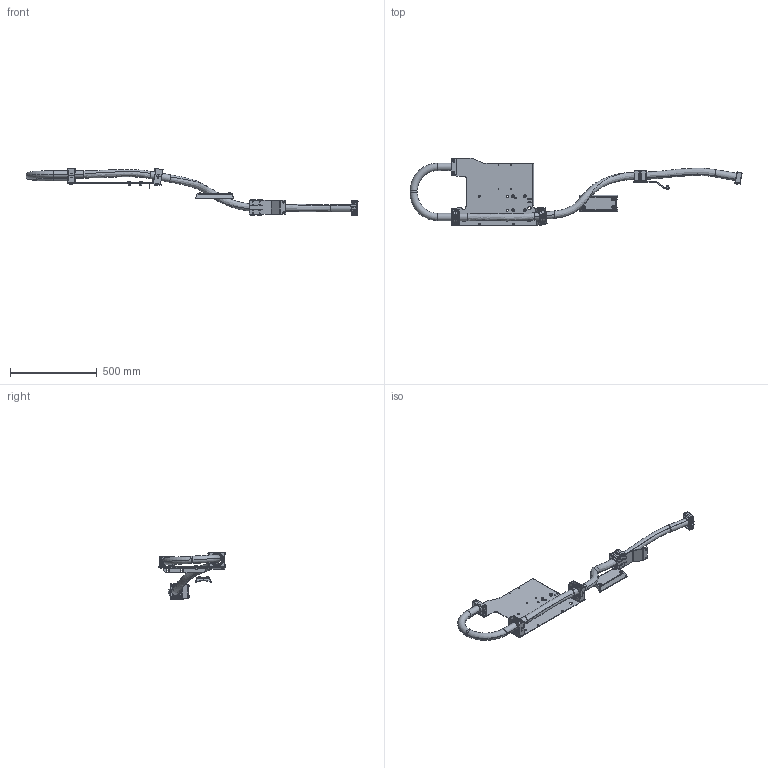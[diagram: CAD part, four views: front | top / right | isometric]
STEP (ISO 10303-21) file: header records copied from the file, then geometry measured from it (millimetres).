
FILE_DESCRIPTION (( 'STEP AP203' ), '1' );
FILE_NAME ('P2402.STEP', '2018-11-30T09:39:22', ( '' ), ( '' ), 'SwSTEP 2.0', 'SolidWorks 2017', '' );
FILE_SCHEMA (( 'CONFIG_CONTROL_DESIGN' ));
Length unit declared in the file: millimetre
Products named in the file (1): P2402
Bounding box: 1916.38 x 390 x 276 mm (x, y, z)
Volume: 1925565.2 mm3; surface area: 1313870.7 mm2
Topology: 40 solids, 40 shells, 3049 faces, 7799 edges, 4794 vertices
Faces by surface type: cylinder 1168, plane 1065, bspline 464, torus 140, cone 124, sphere 88
Entity records: 115097 total; most frequent: CARTESIAN_POINT 43491, ORIENTED_EDGE 15310, DIRECTION 14651, EDGE_CURVE 7655, AXIS2_PLACEMENT_3D 5504, VERTEX_POINT 4794, LINE 3643, VECTOR 3643
